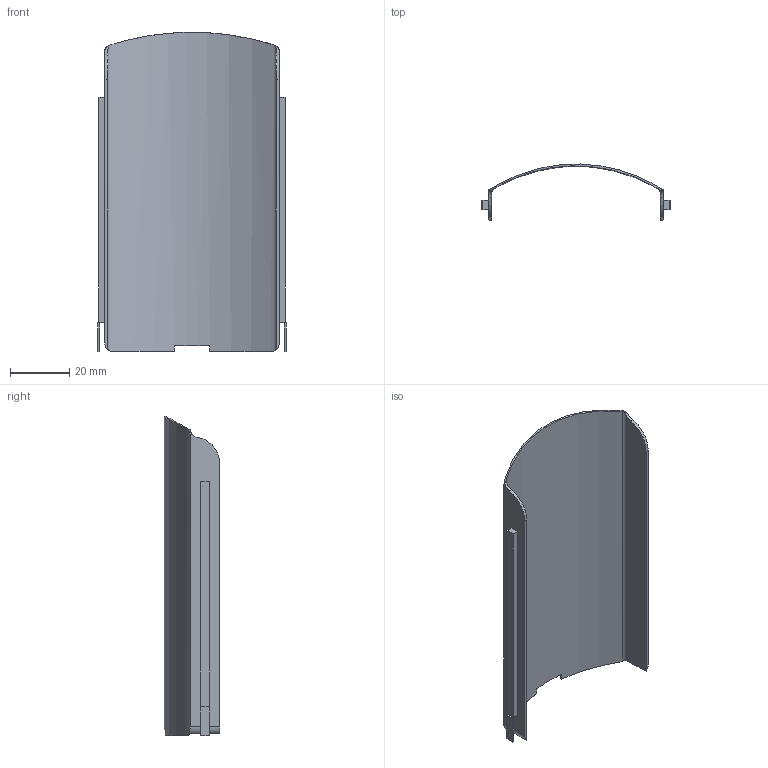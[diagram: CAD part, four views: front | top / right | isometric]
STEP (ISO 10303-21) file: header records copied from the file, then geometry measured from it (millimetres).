
FILE_DESCRIPTION(/* description */ (''),/* implementation_level */ '2;1');
FILE_NAME(/* name */ 'G003982-Tapa electronica-con soporte.stp',/* time_stamp */ '2015-02-12T16:55:15+01:00',/* author */ ('jnazabal'),/* organization */ (''),/* preprocessor_version */ 'ST-DEVELOPER v15.6',/* originating_system */ 'Autodesk Inventor 2015',/* authorisation */ '');
FILE_SCHEMA (('AUTOMOTIVE_DESIGN { 1 0 10303 214 3 1 1 }'));
Length unit declared in the file: millimetre
Products named in the file (1): G003982-Tapa electronica-con soporte_modif
Bounding box: 63.6 x 18.75 x 107.99 mm (x, y, z)
Volume: 6843.6 mm3; surface area: 17963.2 mm2
Topology: 3 solids, 3 shells, 46 faces, 116 edges, 78 vertices
Faces by surface type: plane 33, cylinder 13
Entity records: 1505 total; most frequent: CARTESIAN_POINT 385, ORIENTED_EDGE 232, DIRECTION 206, EDGE_CURVE 116, LINE 80, VECTOR 80, VERTEX_POINT 78, AXIS2_PLACEMENT_3D 63
